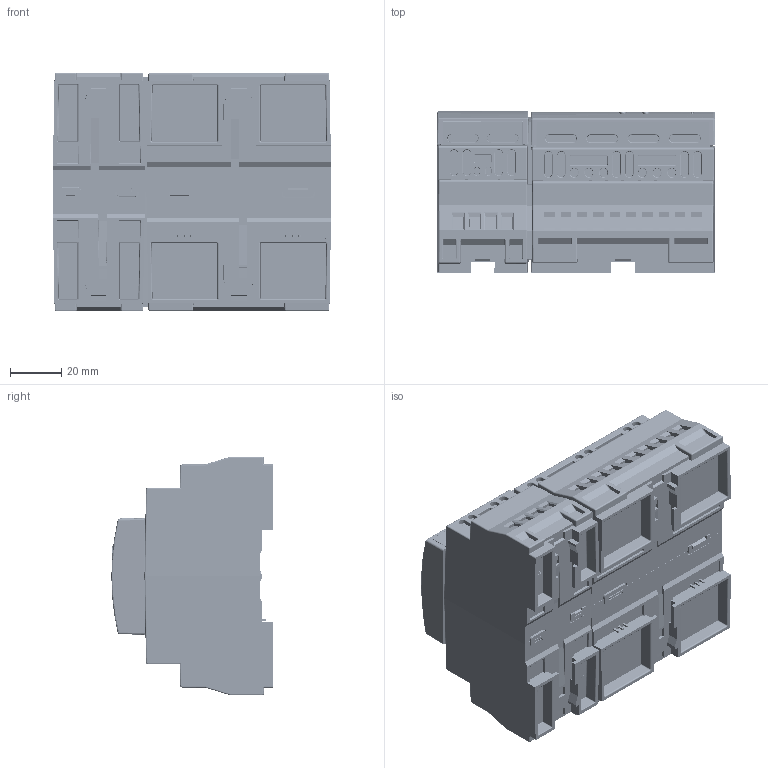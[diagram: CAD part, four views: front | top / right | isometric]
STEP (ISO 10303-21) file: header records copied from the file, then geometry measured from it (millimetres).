
FILE_DESCRIPTION((''),'2;1');
FILE_NAME('SCI_ASM','2025-09-29T09:56:01',('chuncheng.yin'),(''),'CREO PARAMETRIC BY PTC INC, 2024401','CREO PARAMETRIC BY PTC INC, 2024401','');
FILE_SCHEMA(('CONFIG_CONTROL_DESIGN'));
Products named in the file (1): SCI_ASM
Bounding box: 108.44 x 62.71 x 92.8 mm (x, y, z)
Volume: 448197.4 mm3; surface area: 117003 mm2
Topology: 1 solids, 27 shells, 7434 faces, 21689 edges, 14062 vertices
Faces by surface type: plane 4202, cylinder 2190, bspline 350, sphere 322, torus 130, cone 127, extrusion 113
Entity records: 276669 total; most frequent: CARTESIAN_POINT 87057, ORIENTED_EDGE 42362, DIRECTION 35097, EDGE_CURVE 21379, VERTEX_POINT 14062, VECTOR 13361, LINE 13248, AXIS2_PLACEMENT_3D 10868
